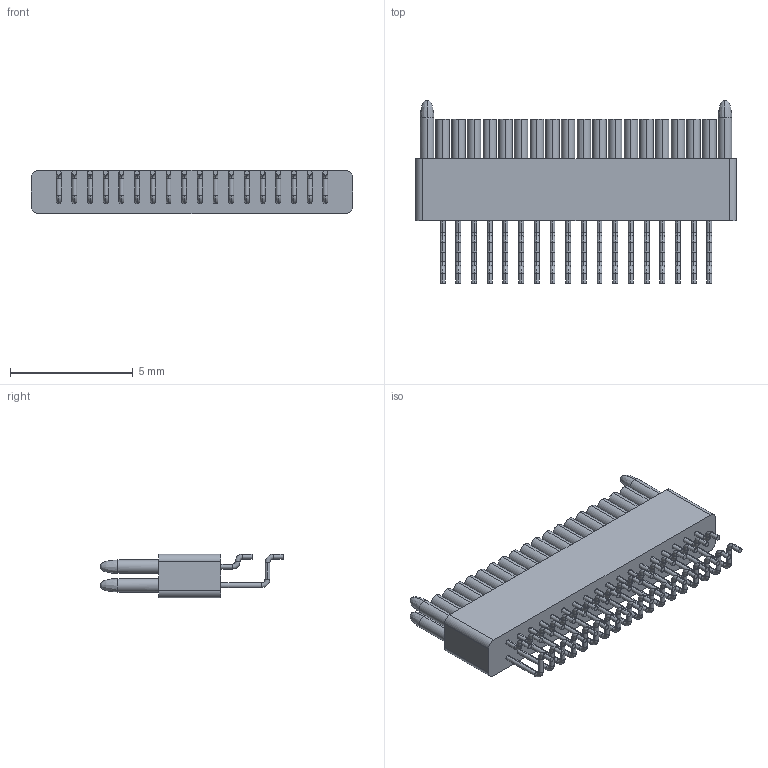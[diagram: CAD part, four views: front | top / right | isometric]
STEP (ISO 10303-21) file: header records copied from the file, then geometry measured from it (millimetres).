
FILE_DESCRIPTION (( 'STEP AP214' ), '1' );
FILE_NAME ('OMNETICS_A79025-001.STEP', '2021-12-20T14:53:29', ( '' ), ( '' ), 'SwSTEP 2.0', 'SolidWorks 2019', '' );
FILE_SCHEMA (( 'AUTOMOTIVE_DESIGN' ));
Length unit declared in the file: millimetre
Products named in the file (1): OMNETICS_A79025-001
Bounding box: 13.1 x 7.44 x 1.78 mm (x, y, z)
Volume: 68.5 mm3; surface area: 373.2 mm2
Topology: 1 solids, 1 shells, 642 faces, 1432 edges, 904 vertices
Faces by surface type: cylinder 372, torus 144, plane 118, bspline 8
Entity records: 25784 total; most frequent: DIRECTION 3702, CARTESIAN_POINT 3531, ORIENTED_EDGE 2864, AXIS2_PLACEMENT_3D 1659, EDGE_CURVE 1432, CIRCLE 1024, VERTEX_POINT 904, EDGE_LOOP 754
